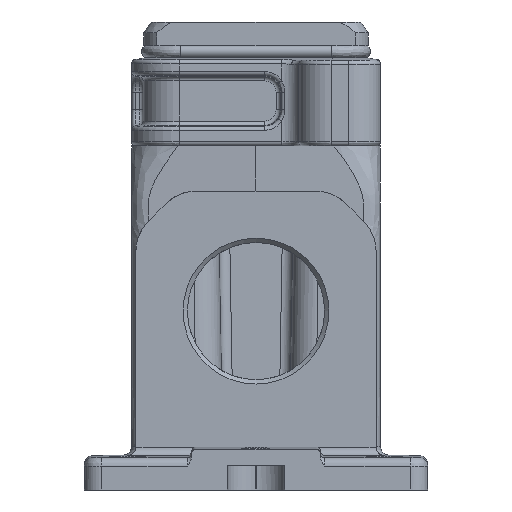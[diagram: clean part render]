
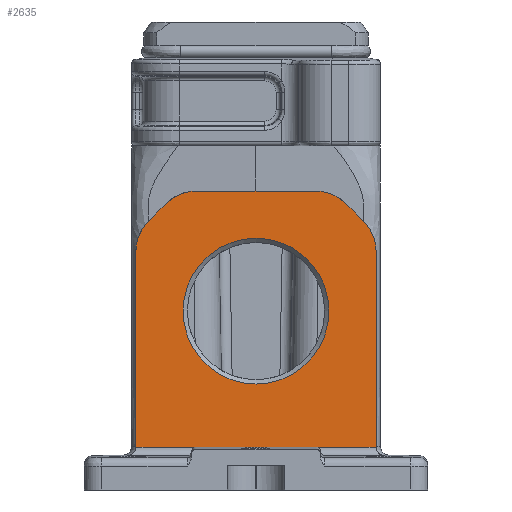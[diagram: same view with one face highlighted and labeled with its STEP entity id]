
A CAD part, left-side view. The second image highlights one B-rep face of the part: STEP entity #2635.
In plain terms, the highlighted planar face has unit normal (-1, 0, 0).
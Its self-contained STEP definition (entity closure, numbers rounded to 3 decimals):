
#2488=ELLIPSE('',#18736,2.,2.);
#2489=ELLIPSE('',#18737,1.,1.);
#2490=ELLIPSE('',#18738,1.,1.);
#2491=ELLIPSE('',#18739,2.,2.);
#2635=ADVANCED_FACE('',(#4738,#4739),#3615,.F.);
#3615=PLANE('',#18740);
#4133=CIRCLE('',#18731,17.);
#4134=CIRCLE('',#18732,10.);
#4135=CIRCLE('',#18733,10.);
#4136=CIRCLE('',#18734,10.);
#4137=CIRCLE('',#18735,10.);
#4738=FACE_BOUND('',#4959,.T.);
#4739=FACE_BOUND('',#4960,.T.);
#4959=EDGE_LOOP('',(#6069));
#4960=EDGE_LOOP('',(#6070,#6071,#6072,#6073,#6074,#6075,#6076,#6077,#6078,
#6079,#6080,#6081,#6082,#6083,#6084,#6085));
#6069=ORIENTED_EDGE('',*,*,#12611,.T.);
#6070=ORIENTED_EDGE('',*,*,#12612,.F.);
#6071=ORIENTED_EDGE('',*,*,#12613,.T.);
#6072=ORIENTED_EDGE('',*,*,#12614,.F.);
#6073=ORIENTED_EDGE('',*,*,#12615,.T.);
#6074=ORIENTED_EDGE('',*,*,#12616,.F.);
#6075=ORIENTED_EDGE('',*,*,#12617,.F.);
#6076=ORIENTED_EDGE('',*,*,#12618,.T.);
#6077=ORIENTED_EDGE('',*,*,#12619,.F.);
#6078=ORIENTED_EDGE('',*,*,#12620,.T.);
#6079=ORIENTED_EDGE('',*,*,#12621,.F.);
#6080=ORIENTED_EDGE('',*,*,#12622,.F.);
#6081=ORIENTED_EDGE('',*,*,#12623,.F.);
#6082=ORIENTED_EDGE('',*,*,#12624,.T.);
#6083=ORIENTED_EDGE('',*,*,#12625,.T.);
#6084=ORIENTED_EDGE('',*,*,#12626,.T.);
#6085=ORIENTED_EDGE('',*,*,#12627,.T.);
#11029=VERTEX_POINT('',#26548);
#11030=VERTEX_POINT('',#26550);
#11031=VERTEX_POINT('',#26551);
#11032=VERTEX_POINT('',#26553);
#11033=VERTEX_POINT('',#26555);
#11034=VERTEX_POINT('',#26557);
#11035=VERTEX_POINT('',#26559);
#11036=VERTEX_POINT('',#26561);
#11037=VERTEX_POINT('',#26563);
#11038=VERTEX_POINT('',#26565);
#11039=VERTEX_POINT('',#26567);
#11040=VERTEX_POINT('',#26569);
#11041=VERTEX_POINT('',#26571);
#11042=VERTEX_POINT('',#26573);
#11043=VERTEX_POINT('',#26575);
#11044=VERTEX_POINT('',#26577);
#11045=VERTEX_POINT('',#26579);
#12611=EDGE_CURVE('',#11029,#11029,#4133,.T.);
#12612=EDGE_CURVE('',#11030,#11031,#15085,.T.);
#12613=EDGE_CURVE('',#11030,#11032,#4134,.T.);
#12614=EDGE_CURVE('',#11033,#11032,#15086,.T.);
#12615=EDGE_CURVE('',#11033,#11034,#4135,.T.);
#12616=EDGE_CURVE('',#11035,#11034,#15087,.T.);
#12617=EDGE_CURVE('',#11036,#11035,#4136,.T.);
#12618=EDGE_CURVE('',#11036,#11037,#15088,.T.);
#12619=EDGE_CURVE('',#11038,#11037,#4137,.T.);
#12620=EDGE_CURVE('',#11038,#11039,#15089,.T.);
#12621=EDGE_CURVE('',#11040,#11039,#2488,.T.);
#12622=EDGE_CURVE('',#11041,#11040,#15090,.T.);
#12623=EDGE_CURVE('',#11042,#11041,#2489,.T.);
#12624=EDGE_CURVE('',#11042,#11043,#15091,.T.);
#12625=EDGE_CURVE('',#11043,#11044,#2490,.T.);
#12626=EDGE_CURVE('',#11044,#11045,#15092,.T.);
#12627=EDGE_CURVE('',#11045,#11031,#2491,.T.);
#15085=LINE('',#26549,#16610);
#15086=LINE('',#26554,#16611);
#15087=LINE('',#26558,#16612);
#15088=LINE('',#26562,#16613);
#15089=LINE('',#26566,#16614);
#15090=LINE('',#26570,#16615);
#15091=LINE('',#26574,#16616);
#15092=LINE('',#26578,#16617);
#16610=VECTOR('',#20394,1.);
#16611=VECTOR('',#20397,1.);
#16612=VECTOR('',#20400,1.);
#16613=VECTOR('',#20403,1.);
#16614=VECTOR('',#20406,1.);
#16615=VECTOR('',#20409,1.);
#16616=VECTOR('',#20412,1.);
#16617=VECTOR('',#20415,1.);
#18731=AXIS2_PLACEMENT_3D('',#26547,#20392,#20393);
#18732=AXIS2_PLACEMENT_3D('',#26552,#20395,#20396);
#18733=AXIS2_PLACEMENT_3D('',#26556,#20398,#20399);
#18734=AXIS2_PLACEMENT_3D('',#26560,#20401,#20402);
#18735=AXIS2_PLACEMENT_3D('',#26564,#20404,#20405);
#18736=AXIS2_PLACEMENT_3D('',#26568,#20407,#20408);
#18737=AXIS2_PLACEMENT_3D('',#26572,#20410,#20411);
#18738=AXIS2_PLACEMENT_3D('',#26576,#20413,#20414);
#18739=AXIS2_PLACEMENT_3D('',#26580,#20416,#20417);
#18740=AXIS2_PLACEMENT_3D('',#26581,#20418,#20419);
#20392=DIRECTION('',(1.,0.,0.));
#20393=DIRECTION('',(0.,1.,0.));
#20394=DIRECTION('',(0.,0.,-1.));
#20395=DIRECTION('',(-1.,0.,0.));
#20396=DIRECTION('',(0.,-1.,0.));
#20397=DIRECTION('',(0.,-0.707,-0.707));
#20398=DIRECTION('',(-1.,0.,0.));
#20399=DIRECTION('',(0.,-1.,0.));
#20400=DIRECTION('',(0.,-1.,0.));
#20401=DIRECTION('',(1.,0.,0.));
#20402=DIRECTION('',(0.,1.,0.));
#20403=DIRECTION('',(0.,0.707,-0.707));
#20404=DIRECTION('',(1.,0.,0.));
#20405=DIRECTION('',(0.,1.,0.));
#20406=DIRECTION('',(0.,0.,-1.));
#20407=DIRECTION('',(-1.,0.,0.));
#20408=DIRECTION('',(0.,0.,1.));
#20409=DIRECTION('',(0.,1.,0.));
#20410=DIRECTION('',(-1.,0.,0.));
#20411=DIRECTION('',(0.,0.,-1.));
#20412=DIRECTION('',(0.,-1.,0.));
#20413=DIRECTION('',(1.,0.,0.));
#20414=DIRECTION('',(0.,0.,-1.));
#20415=DIRECTION('',(0.,-1.,0.));
#20416=DIRECTION('',(1.,0.,0.));
#20417=DIRECTION('',(0.,0.,1.));
#20418=DIRECTION('',(1.,0.,0.));
#20419=DIRECTION('',(0.,-1.,0.));
#26547=CARTESIAN_POINT('',(-49.6,0.,-38.5));
#26548=CARTESIAN_POINT('',(-49.6,17.,-38.5));
#26549=CARTESIAN_POINT('',(-49.6,-28.,-72.5));
#26550=CARTESIAN_POINT('',(-49.6,-28.,-24.642));
#26551=CARTESIAN_POINT('',(-49.6,-28.,-70.2));
#26552=CARTESIAN_POINT('',(-49.6,-18.,-24.642));
#26553=CARTESIAN_POINT('',(-49.6,-25.071,-17.571));
#26554=CARTESIAN_POINT('',(-49.6,-28.,-20.5));
#26555=CARTESIAN_POINT('',(-49.6,-20.929,-13.429));
#26556=CARTESIAN_POINT('',(-49.6,-13.858,-20.5));
#26557=CARTESIAN_POINT('',(-49.6,-13.858,-10.5));
#26558=CARTESIAN_POINT('',(-49.6,-18.,-10.5));
#26559=CARTESIAN_POINT('',(-49.6,13.858,-10.5));
#26560=CARTESIAN_POINT('',(-49.6,13.858,-20.5));
#26561=CARTESIAN_POINT('',(-49.6,20.929,-13.429));
#26562=CARTESIAN_POINT('',(-49.6,28.,-20.5));
#26563=CARTESIAN_POINT('',(-49.6,25.071,-17.571));
#26564=CARTESIAN_POINT('',(-49.6,18.,-24.642));
#26565=CARTESIAN_POINT('',(-49.6,28.,-24.642));
#26566=CARTESIAN_POINT('',(-49.6,28.,-72.5));
#26567=CARTESIAN_POINT('',(-49.6,28.,-70.2));
#26568=CARTESIAN_POINT('',(-49.6,30.,-70.2));
#26569=CARTESIAN_POINT('',(-49.6,28.,-70.235));
#26570=CARTESIAN_POINT('',(-49.6,28.,-70.235));
#26571=CARTESIAN_POINT('',(-49.6,14.262,-70.235));
#26572=CARTESIAN_POINT('',(-49.6,14.,-71.2));
#26573=CARTESIAN_POINT('',(-49.6,14.,-70.2));
#26574=CARTESIAN_POINT('',(-49.6,-15.,-70.2));
#26575=CARTESIAN_POINT('',(-49.6,-14.,-70.2));
#26576=CARTESIAN_POINT('',(-49.6,-14.,-71.2));
#26577=CARTESIAN_POINT('',(-49.6,-14.262,-70.235));
#26578=CARTESIAN_POINT('',(-49.6,-28.,-70.235));
#26579=CARTESIAN_POINT('',(-49.6,-28.,-70.235));
#26580=CARTESIAN_POINT('',(-49.6,-30.,-70.2));
#26581=CARTESIAN_POINT('',(-49.6,-28.,-72.5));
